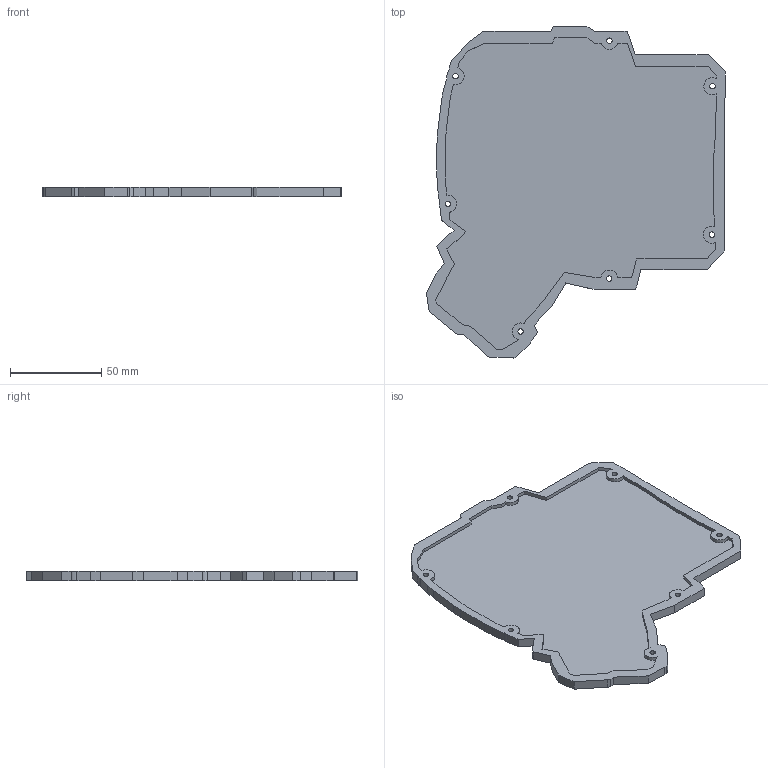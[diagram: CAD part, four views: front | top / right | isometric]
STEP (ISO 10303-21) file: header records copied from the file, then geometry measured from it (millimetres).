
FILE_DESCRIPTION(('Open CASCADE Model'),'2;1');
FILE_NAME('Open CASCADE Shape Model','2023-07-07T10:49:24',('Author'),( 'Open CASCADE'),'Open CASCADE STEP processor 7.7','Open CASCADE 7.7' ,'Unknown');
FILE_SCHEMA(('AUTOMOTIVE_DESIGN { 1 0 10303 214 1 1 1 1 }'));
Length unit declared in the file: millimetre
Products named in the file (1): Open CASCADE STEP translator 7.7 2
Bounding box: 163.59 x 181.71 x 5 mm (x, y, z)
Volume: 73723.8 mm3; surface area: 49457.3 mm2
Topology: 1 solids, 1 shells, 144 faces, 402 edges, 268 vertices
Faces by surface type: plane 121, cylinder 23
Full cylindrical faces by diameter (mm): 3 x7, 6 x7
Entity records: 9857 total; most frequent: CARTESIAN_POINT 1661, DIRECTION 1535, LINE 1114, VECTOR 1114, ORIENTED_EDGE 804, PCURVE 804, DEFINITIONAL_REPRESENTATION 804, EDGE_CURVE 402
